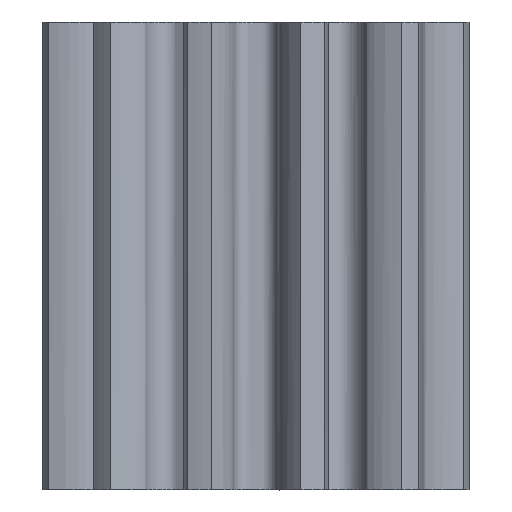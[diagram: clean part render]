
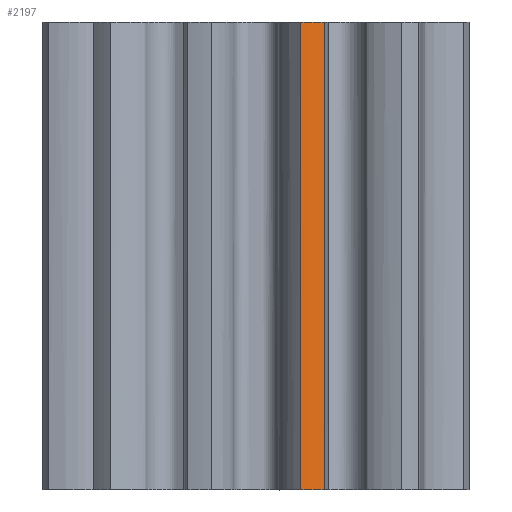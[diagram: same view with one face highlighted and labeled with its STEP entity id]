
A CAD part, front view. The second image highlights one B-rep face of the part: STEP entity #2197.
In plain terms, the highlighted cylindrical face has radius 8.89 mm (diameter 17.78 mm), a partial arc.
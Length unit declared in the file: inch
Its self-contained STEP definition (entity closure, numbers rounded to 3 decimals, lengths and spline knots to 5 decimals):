
#116 = EDGE_LOOP ( 'NONE', ( #2781, #12417, #12965, #1300 ) ) ;
#333 = DIRECTION ( 'NONE',  ( 0., 0., -1. ) ) ;
#1132 = CIRCLE ( 'NONE', #6452, 0.35 ) ;
#1193 = VECTOR ( 'NONE', #11269, 39.37008 ) ;
#1300 = ORIENTED_EDGE ( 'NONE', *, *, #8557, .T. ) ;
#1632 = CARTESIAN_POINT ( 'NONE',  ( 0., 0., 0. ) ) ;
#2197 = ADVANCED_FACE ( 'NONE', ( #8991 ), #6043, .T. ) ;
#2781 = ORIENTED_EDGE ( 'NONE', *, *, #15459, .F. ) ;
#3916 = AXIS2_PLACEMENT_3D ( 'NONE', #1632, #15006, #18036 ) ;
#5016 = CARTESIAN_POINT ( 'NONE',  ( 0., 0., -0.375 ) ) ;
#5368 = LINE ( 'NONE', #16981, #1193 ) ;
#6043 = CYLINDRICAL_SURFACE ( 'NONE', #3916, 0.35 ) ;
#6452 = AXIS2_PLACEMENT_3D ( 'NONE', #5016, #16529, #9051 ) ;
#6744 = EDGE_CURVE ( 'NONE', #14976, #10644, #18997, .T. ) ;
#7113 = CARTESIAN_POINT ( 'NONE',  ( 0., 0., 0.375 ) ) ;
#8557 = EDGE_CURVE ( 'NONE', #16928, #14714, #1132, .T. ) ;
#8705 = CARTESIAN_POINT ( 'NONE',  ( 0.10937, -0.33247, 0.375 ) ) ;
#8991 = FACE_OUTER_BOUND ( 'NONE', #116, .T. ) ;
#9051 = DIRECTION ( 'NONE',  ( 1., 0., 0. ) ) ;
#9497 = DIRECTION ( 'NONE',  ( 0., 0., 1. ) ) ;
#9574 = AXIS2_PLACEMENT_3D ( 'NONE', #7113, #9497, #12925 ) ;
#10063 = CARTESIAN_POINT ( 'NONE',  ( 0.07152, -0.34261, -0.375 ) ) ;
#10644 = VERTEX_POINT ( 'NONE', #14877 ) ;
#11269 = DIRECTION ( 'NONE',  ( 0., 0., 1. ) ) ;
#11880 = CARTESIAN_POINT ( 'NONE',  ( 0.07152, -0.34261, 0.375 ) ) ;
#12417 = ORIENTED_EDGE ( 'NONE', *, *, #6744, .F. ) ;
#12925 = DIRECTION ( 'NONE',  ( 1., 0., 0. ) ) ;
#12965 = ORIENTED_EDGE ( 'NONE', *, *, #18756, .F. ) ;
#14714 = VERTEX_POINT ( 'NONE', #18980 ) ;
#14877 = CARTESIAN_POINT ( 'NONE',  ( 0.10937, -0.33247, 0.375 ) ) ;
#14976 = VERTEX_POINT ( 'NONE', #11880 ) ;
#15006 = DIRECTION ( 'NONE',  ( 0., 0., 1. ) ) ;
#15459 = EDGE_CURVE ( 'NONE', #10644, #14714, #16189, .T. ) ;
#16189 = LINE ( 'NONE', #8705, #18443 ) ;
#16529 = DIRECTION ( 'NONE',  ( 0., 0., 1. ) ) ;
#16928 = VERTEX_POINT ( 'NONE', #10063 ) ;
#16981 = CARTESIAN_POINT ( 'NONE',  ( 0.07152, -0.34261, 0.375 ) ) ;
#18036 = DIRECTION ( 'NONE',  ( 1., 0., 0. ) ) ;
#18443 = VECTOR ( 'NONE', #333, 39.37008 ) ;
#18756 = EDGE_CURVE ( 'NONE', #16928, #14976, #5368, .T. ) ;
#18980 = CARTESIAN_POINT ( 'NONE',  ( 0.10937, -0.33247, -0.375 ) ) ;
#18997 = CIRCLE ( 'NONE', #9574, 0.35 ) ;
